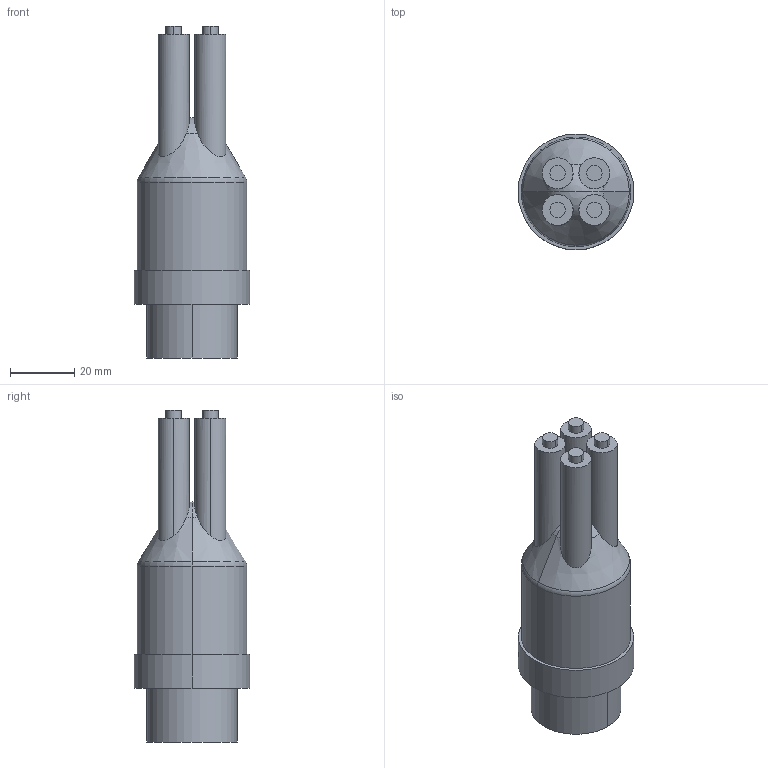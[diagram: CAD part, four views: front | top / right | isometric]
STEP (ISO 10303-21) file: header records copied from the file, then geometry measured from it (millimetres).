
FILE_DESCRIPTION((''),'2;1');
FILE_NAME('LEMO_SIGNAL_T2_PLUG','2008-10-17T',('ecanderssen'),(''),'PRO/ENGINEER BY PARAMETRIC TECHNOLOGY CORPORATION, 2008250','PRO/ENGINEER BY PARAMETRIC TECHNOLOGY CORPORATION, 2008250','');
FILE_SCHEMA(('CONFIG_CONTROL_DESIGN'));
Length unit declared in the file: millimetre
Products named in the file (1): LEMO_SIGNAL_T2_PLUG
Bounding box: 36 x 36 x 103.2 mm (x, y, z)
Volume: 64155.5 mm3; surface area: 12289 mm2
Topology: 1 solids, 1 shells, 39 faces, 90 edges, 57 vertices
Faces by surface type: cylinder 22, plane 11, torus 2, cone 2, sphere 2
Entity records: 1366 total; most frequent: CARTESIAN_POINT 434, DIRECTION 198, ORIENTED_EDGE 176, EDGE_CURVE 88, AXIS2_PLACEMENT_3D 87, VERTEX_POINT 57, CIRCLE 48, EDGE_LOOP 45
